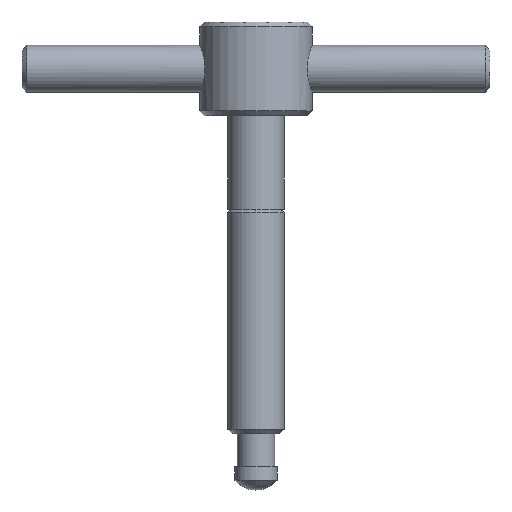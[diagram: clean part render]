
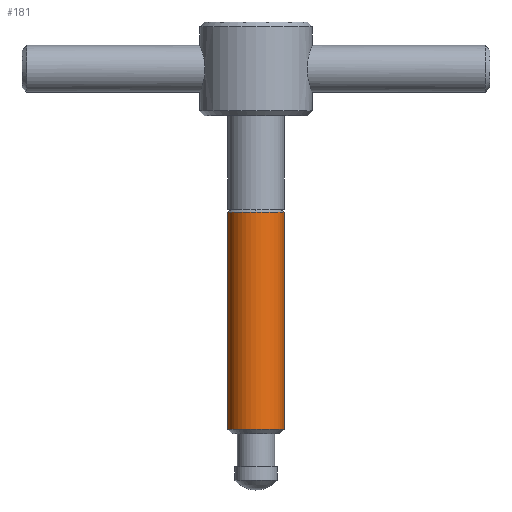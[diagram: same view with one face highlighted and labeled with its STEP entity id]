
A CAD part, front view. The second image highlights one B-rep face of the part: STEP entity #181.
In plain terms, the highlighted cylindrical face has radius 3 mm (diameter 6 mm), a partial arc.
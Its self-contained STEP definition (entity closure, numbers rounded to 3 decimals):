
#181=ADVANCED_FACE('',(#511),#512,.T.);
#187=EDGE_CURVE('',#231,#355,#520,.T.);
#231=VERTEX_POINT('',#566);
#235=EDGE_CURVE('',#355,#359,#570,.T.);
#333=VERTEX_POINT('',#683);
#353=EDGE_CURVE('',#333,#451,#705,.T.);
#355=VERTEX_POINT('',#707);
#359=VERTEX_POINT('',#711);
#363=EDGE_CURVE('',#451,#231,#715,.T.);
#393=EDGE_CURVE('',#359,#333,#750,.T.);
#451=VERTEX_POINT('',#815);
#511=FACE_OUTER_BOUND('',#870,.T.);
#512=CYLINDRICAL_SURFACE('',#871,3.);
#520=CIRCLE('',#880,3.);
#566=CARTESIAN_POINT('',(0.,-3.,29.687));
#570=LINE('',#950,#951);
#683=CARTESIAN_POINT('',(3.,0.,6.5));
#705=LINE('',#1240,#1241);
#707=CARTESIAN_POINT('',(-3.0,0.,29.687));
#711=CARTESIAN_POINT('',(-3.0,0.,6.5));
#715=CIRCLE('',#1253,3.);
#750=CIRCLE('',#1298,3.);
#815=CARTESIAN_POINT('',(3.,0.,29.687));
#870=EDGE_LOOP('',(#1460,#1461,#1462,#1463,#1464));
#871=AXIS2_PLACEMENT_3D('',#1465,#1466,#1467);
#880=AXIS2_PLACEMENT_3D('',#1483,#1484,#1485);
#950=CARTESIAN_POINT('',(-3.0,0.,23.25));
#951=VECTOR('',#1535,1.0);
#1240=CARTESIAN_POINT('',(3.,0.,23.25));
#1241=VECTOR('',#1704,1.0);
#1253=AXIS2_PLACEMENT_3D('',#1708,#1709,#1710);
#1298=AXIS2_PLACEMENT_3D('',#1771,#1772,#1773);
#1460=ORIENTED_EDGE('',*,*,#353,.T.);
#1461=ORIENTED_EDGE('',*,*,#363,.T.);
#1462=ORIENTED_EDGE('',*,*,#187,.T.);
#1463=ORIENTED_EDGE('',*,*,#235,.T.);
#1464=ORIENTED_EDGE('',*,*,#393,.T.);
#1465=CARTESIAN_POINT('',(0.,0.,23.25));
#1466=DIRECTION('',(0.,0.,-1.0));
#1467=DIRECTION('',(1.0,0.,0.));
#1483=CARTESIAN_POINT('',(0.,0.,29.687));
#1484=DIRECTION('',(0.,0.,-1.0));
#1485=DIRECTION('',(1.0,0.,0.));
#1535=DIRECTION('',(0.,0.,-1.0));
#1704=DIRECTION('',(0.,0.,1.0));
#1708=CARTESIAN_POINT('',(0.,0.,29.687));
#1709=DIRECTION('',(0.,0.,-1.0));
#1710=DIRECTION('',(1.0,0.,0.));
#1771=CARTESIAN_POINT('',(0.,0.,6.5));
#1772=DIRECTION('',(0.,0.,1.0));
#1773=DIRECTION('',(1.0,0.,0.));
